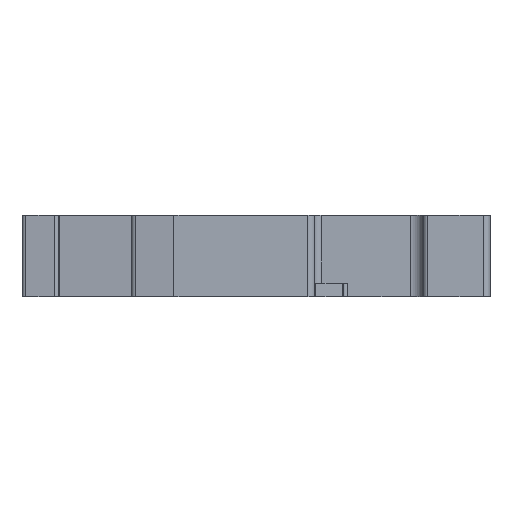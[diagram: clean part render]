
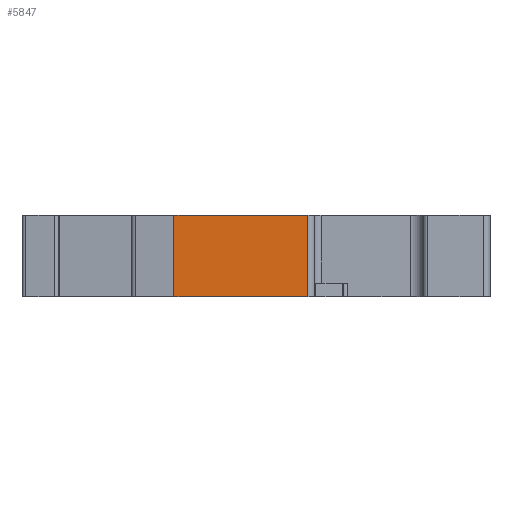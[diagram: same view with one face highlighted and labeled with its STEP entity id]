
A CAD part, left-side view. The second image highlights one B-rep face of the part: STEP entity #5847.
In plain terms, the highlighted planar face has unit normal (-1, 0, 0).
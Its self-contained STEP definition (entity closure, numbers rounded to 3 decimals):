
#965=DIRECTION('',(0.,0.,1.));
#966=VECTOR('',#965,6.1);
#967=CARTESIAN_POINT('',(-38.5,7.7,-3.4));
#968=LINE('',#967,#966);
#969=DIRECTION('',(0.,1.,0.));
#970=VECTOR('',#969,10.07);
#971=CARTESIAN_POINT('',(-38.5,7.7,-3.4));
#972=LINE('',#971,#970);
#973=DIRECTION('',(0.,-1.,0.));
#974=VECTOR('',#973,10.07);
#975=CARTESIAN_POINT('',(-38.5,17.77,2.7));
#976=LINE('',#975,#974);
#977=DIRECTION('',(0.,0.,-1.));
#978=VECTOR('',#977,6.1);
#979=CARTESIAN_POINT('',(-38.5,17.77,2.7));
#980=LINE('',#979,#978);
#3723=CARTESIAN_POINT('',(-38.5,17.77,-3.4));
#3724=VERTEX_POINT('',#3723);
#3725=CARTESIAN_POINT('',(-38.5,7.7,-3.4));
#3726=VERTEX_POINT('',#3725);
#3985=CARTESIAN_POINT('',(-38.5,7.7,2.7));
#3986=VERTEX_POINT('',#3985);
#3987=CARTESIAN_POINT('',(-38.5,17.77,2.7));
#3988=VERTEX_POINT('',#3987);
#5835=CARTESIAN_POINT('',(-38.5,29.2,2.7));
#5836=DIRECTION('',(-1.,0.,0.));
#5837=DIRECTION('',(0.,-1.,0.));
#5838=AXIS2_PLACEMENT_3D('',#5835,#5836,#5837);
#5839=PLANE('',#5838);
#5840=ORIENTED_EDGE('',*,*,#4918,.T.);
#5842=ORIENTED_EDGE('',*,*,#5841,.F.);
#5843=ORIENTED_EDGE('',*,*,#5145,.T.);
#5844=ORIENTED_EDGE('',*,*,#5830,.F.);
#5845=EDGE_LOOP('',(#5840,#5842,#5843,#5844));
#5846=FACE_OUTER_BOUND('',#5845,.F.);
#5847=ADVANCED_FACE('',(#5846),#5839,.T.);
#4918=EDGE_CURVE('',#3726,#3724,#972,.T.);
#5145=EDGE_CURVE('',#3988,#3986,#976,.T.);
#5830=EDGE_CURVE('',#3726,#3986,#968,.T.);
#5841=EDGE_CURVE('',#3988,#3724,#980,.T.);
